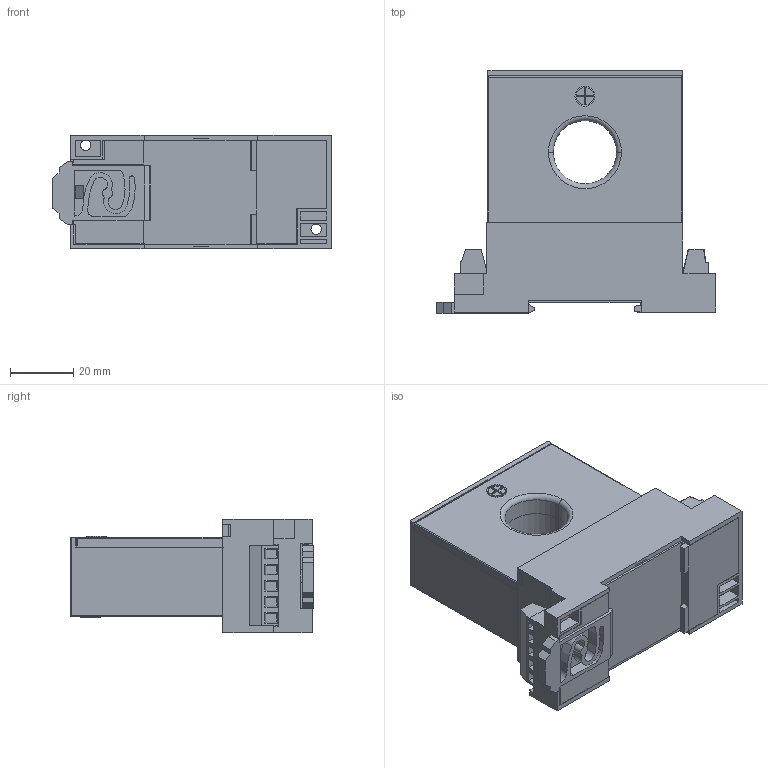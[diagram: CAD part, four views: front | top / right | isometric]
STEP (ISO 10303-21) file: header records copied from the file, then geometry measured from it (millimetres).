
FILE_DESCRIPTION (( 'STEP AP203' ), '1' );
FILE_NAME ('Transducer Single Current-2018.STEP', '2018-01-03T19:04:42', ( '' ), ( '' ), 'SwSTEP 2.0', 'SolidWorks 2018', '' );
FILE_SCHEMA (( 'CONFIG_CONTROL_DESIGN' ));
Length unit declared in the file: inch
Products named in the file (9): M000713-Term-Block-PCB-5-4-3-Space; M002102 RevA - Terminal Block, 4-Position Plug; M001568 - Case, Trans Tall - Large Hole_M001568; M001550-Cover, Trans Low Base - Bottom; M001569 RevB - Cover, Trans Tall - Large Hole_With Front Clips; M001553-Cover, Trans Lowr Base Trimpot; Transducer Single Current-2018; M001551 RevB - Clip, Trans Mounting - Din Rail_Reinforced; M001552 - Base, Trans Lower - Universal
Assembly tree (8 placements, depth 2):
  Transducer Single Current-2018
    M001550-Cover, Trans Low Base - Bottom
    M001551 RevB - Clip, Trans Mounting - Din Rail_Reinforced
    M001552 - Base, Trans Lower - Universal
    M000713-Term-Block-PCB-5-4-3-Space
    M002102 RevA - Terminal Block, 4-Position Plug
    M001568 - Case, Trans Tall - Large Hole_M001568
    M001569 RevB - Cover, Trans Tall - Large Hole_With Front Clips
    M001553-Cover, Trans Lowr Base Trimpot
Bounding box: 88.59 x 76.96 x 36.09 mm (x, y, z)
Volume: 40540.8 mm3; surface area: 49597.5 mm2
Topology: 9 solids, 9 shells, 717 faces, 1841 edges, 1165 vertices
Faces by surface type: plane 478, cylinder 174, sphere 30, torus 14, bspline 11, cone 10
Entity records: 22448 total; most frequent: CARTESIAN_POINT 4091, ORIENTED_EDGE 3642, DIRECTION 3542, EDGE_CURVE 1821, LINE 1402, VECTOR 1402, VERTEX_POINT 1165, AXIS2_PLACEMENT_3D 1070
